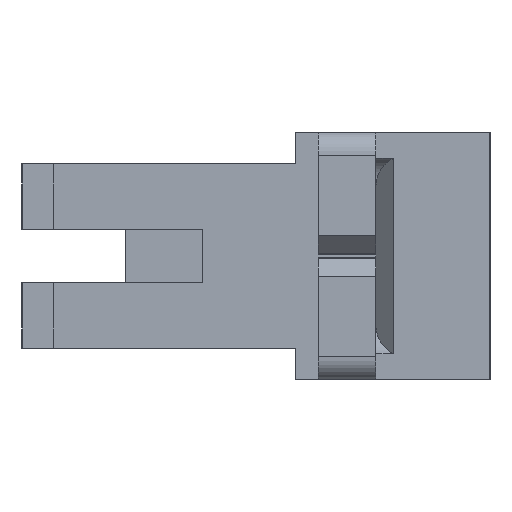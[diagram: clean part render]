
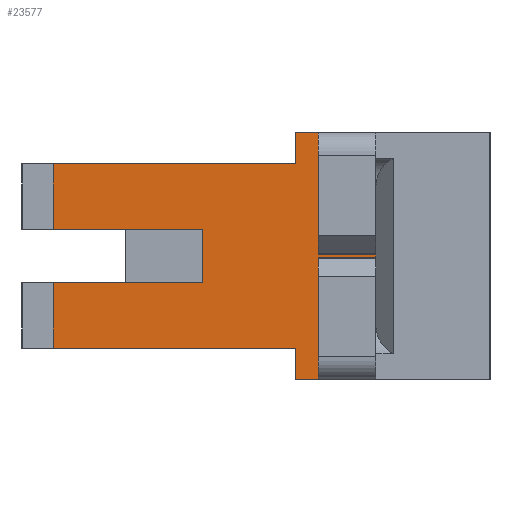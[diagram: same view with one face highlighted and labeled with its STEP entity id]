
A CAD part, left-side view. The second image highlights one B-rep face of the part: STEP entity #23577.
In plain terms, the highlighted planar face has unit normal (-1, 0, 0).
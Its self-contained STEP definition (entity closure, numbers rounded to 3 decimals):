
#266 = VECTOR ( 'NONE', #6181, 1000. ) ;
#401 = EDGE_CURVE ( 'NONE', #30761, #21480, #4298, .T. ) ;
#1360 = CARTESIAN_POINT ( 'NONE',  ( -55., -2.5, 2.3 ) ) ;
#1423 = CARTESIAN_POINT ( 'NONE',  ( -55., -10.5, 10.75 ) ) ;
#1465 = CARTESIAN_POINT ( 'NONE',  ( -55., 4.2, 2.3 ) ) ;
#1518 = EDGE_LOOP ( 'NONE', ( #5756, #19672, #1688, #27929, #16118, #29427, #30167, #4673, #11055, #11848, #25163, #20070, #7620, #9131, #22425, #29820 ) ) ;
#1601 = LINE ( 'NONE', #30556, #12906 ) ;
#1629 = CARTESIAN_POINT ( 'NONE',  ( -55., 10.5, -8. ) ) ;
#1688 = ORIENTED_EDGE ( 'NONE', *, *, #401, .T. ) ;
#1709 = VECTOR ( 'NONE', #3552, 1000. ) ;
#1971 = VERTEX_POINT ( 'NONE', #3050 ) ;
#2477 = CARTESIAN_POINT ( 'NONE',  ( -55., 10.5, 8. ) ) ;
#2487 = CARTESIAN_POINT ( 'NONE',  ( -55., -17.5, -6.025 ) ) ;
#2493 = LINE ( 'NONE', #17155, #7263 ) ;
#2750 = EDGE_CURVE ( 'NONE', #16477, #31109, #12990, .T. ) ;
#2857 = DIRECTION ( 'NONE',  ( 0., 0., -1. ) ) ;
#2892 = EDGE_CURVE ( 'NONE', #29746, #22139, #3546, .T. ) ;
#3050 = CARTESIAN_POINT ( 'NONE',  ( -55., -12.5, -10.75 ) ) ;
#3391 = CARTESIAN_POINT ( 'NONE',  ( -55., 10.5, -2.3 ) ) ;
#3506 = DIRECTION ( 'NONE',  ( -1., 0., 0. ) ) ;
#3545 = CARTESIAN_POINT ( 'NONE',  ( -55., -10.5, -10.75 ) ) ;
#3546 = LINE ( 'NONE', #12940, #21609 ) ;
#3552 = DIRECTION ( 'NONE',  ( 0., 1., 0. ) ) ;
#3907 = DIRECTION ( 'NONE',  ( 0., 0., 1. ) ) ;
#4042 = VECTOR ( 'NONE', #27086, 1000. ) ;
#4106 = VERTEX_POINT ( 'NONE', #2477 ) ;
#4176 = EDGE_CURVE ( 'NONE', #8501, #21480, #1601, .T. ) ;
#4298 = LINE ( 'NONE', #19371, #29798 ) ;
#4561 = VERTEX_POINT ( 'NONE', #13243 ) ;
#4673 = ORIENTED_EDGE ( 'NONE', *, *, #18899, .F. ) ;
#4790 = LINE ( 'NONE', #1465, #24504 ) ;
#4835 = VECTOR ( 'NONE', #3907, 1000. ) ;
#5756 = ORIENTED_EDGE ( 'NONE', *, *, #2750, .F. ) ;
#6181 = DIRECTION ( 'NONE',  ( 0., 0., -1. ) ) ;
#6489 = VECTOR ( 'NONE', #24999, 1000. ) ;
#6688 = EDGE_CURVE ( 'NONE', #4106, #19936, #16241, .T. ) ;
#7021 = CARTESIAN_POINT ( 'NONE',  ( -55., -2.5, -2.3 ) ) ;
#7143 = CARTESIAN_POINT ( 'NONE',  ( -55., -10.5, 8. ) ) ;
#7263 = VECTOR ( 'NONE', #22195, 1000. ) ;
#7284 = LINE ( 'NONE', #1423, #266 ) ;
#7567 = LINE ( 'NONE', #14938, #20809 ) ;
#7620 = ORIENTED_EDGE ( 'NONE', *, *, #19312, .T. ) ;
#7633 = CARTESIAN_POINT ( 'NONE',  ( -55., -17.5, -10.75 ) ) ;
#7732 = AXIS2_PLACEMENT_3D ( 'NONE', #28141, #3506, #20672 ) ;
#7900 = VERTEX_POINT ( 'NONE', #3391 ) ;
#8298 = LINE ( 'NONE', #7633, #27481 ) ;
#8320 = EDGE_CURVE ( 'NONE', #16477, #30761, #11124, .T. ) ;
#8501 = VERTEX_POINT ( 'NONE', #16393 ) ;
#8609 = DIRECTION ( 'NONE',  ( 0., 1., 0. ) ) ;
#9131 = ORIENTED_EDGE ( 'NONE', *, *, #2892, .T. ) ;
#9542 = EDGE_CURVE ( 'NONE', #8501, #25038, #21258, .T. ) ;
#10415 = LINE ( 'NONE', #10473, #29551 ) ;
#10473 = CARTESIAN_POINT ( 'NONE',  ( -55., -10.5, -8. ) ) ;
#10619 = PLANE ( 'NONE',  #7732 ) ;
#10845 = VECTOR ( 'NONE', #12925, 1000. ) ;
#11055 = ORIENTED_EDGE ( 'NONE', *, *, #12837, .F. ) ;
#11124 = LINE ( 'NONE', #23304, #30227 ) ;
#11794 = EDGE_CURVE ( 'NONE', #16317, #22579, #15563, .T. ) ;
#11848 = ORIENTED_EDGE ( 'NONE', *, *, #11794, .F. ) ;
#12479 = DIRECTION ( 'NONE',  ( 0., 1., 0. ) ) ;
#12618 = DIRECTION ( 'NONE',  ( 0., 0., -1. ) ) ;
#12837 = EDGE_CURVE ( 'NONE', #22579, #4561, #4790, .T. ) ;
#12906 = VECTOR ( 'NONE', #30145, 1000. ) ;
#12925 = DIRECTION ( 'NONE',  ( 0., 0., 1. ) ) ;
#12940 = CARTESIAN_POINT ( 'NONE',  ( -55., -10.5, 10.75 ) ) ;
#12968 = DIRECTION ( 'NONE',  ( 0., -1., 0. ) ) ;
#12990 = LINE ( 'NONE', #27968, #6489 ) ;
#13066 = CARTESIAN_POINT ( 'NONE',  ( -55., -17.5, 6.025 ) ) ;
#13243 = CARTESIAN_POINT ( 'NONE',  ( -55., 10.5, 2.3 ) ) ;
#14920 = EDGE_CURVE ( 'NONE', #25038, #19936, #7284, .T. ) ;
#14938 = CARTESIAN_POINT ( 'NONE',  ( -55., -12.5, 10.75 ) ) ;
#15563 = LINE ( 'NONE', #7021, #21455 ) ;
#16118 = ORIENTED_EDGE ( 'NONE', *, *, #9542, .T. ) ;
#16241 = LINE ( 'NONE', #7143, #4042 ) ;
#16304 = CARTESIAN_POINT ( 'NONE',  ( -55., -2.5, -2.3 ) ) ;
#16317 = VERTEX_POINT ( 'NONE', #16304 ) ;
#16393 = CARTESIAN_POINT ( 'NONE',  ( -55., -12.5, 10.75 ) ) ;
#16422 = CARTESIAN_POINT ( 'NONE',  ( -55., -10.5, 8. ) ) ;
#16477 = VERTEX_POINT ( 'NONE', #2487 ) ;
#17094 = LINE ( 'NONE', #18555, #4835 ) ;
#17155 = CARTESIAN_POINT ( 'NONE',  ( -55., 4.2, -2.3 ) ) ;
#18555 = CARTESIAN_POINT ( 'NONE',  ( -55., 10.5, -8. ) ) ;
#18899 = EDGE_CURVE ( 'NONE', #4561, #4106, #17094, .T. ) ;
#19045 = LINE ( 'NONE', #27957, #10845 ) ;
#19312 = EDGE_CURVE ( 'NONE', #29330, #29746, #10415, .T. ) ;
#19371 = CARTESIAN_POINT ( 'NONE',  ( -55., -27.401, 6.025 ) ) ;
#19672 = ORIENTED_EDGE ( 'NONE', *, *, #8320, .T. ) ;
#19936 = VERTEX_POINT ( 'NONE', #16422 ) ;
#20070 = ORIENTED_EDGE ( 'NONE', *, *, #26021, .F. ) ;
#20672 = DIRECTION ( 'NONE',  ( 0., -1., 0. ) ) ;
#20729 = CARTESIAN_POINT ( 'NONE',  ( -55., -17.5, 10.75 ) ) ;
#20809 = VECTOR ( 'NONE', #2857, 1000. ) ;
#21258 = LINE ( 'NONE', #20729, #1709 ) ;
#21411 = EDGE_CURVE ( 'NONE', #16317, #7900, #2493, .T. ) ;
#21455 = VECTOR ( 'NONE', #26962, 1000. ) ;
#21480 = VERTEX_POINT ( 'NONE', #30100 ) ;
#21609 = VECTOR ( 'NONE', #12618, 1000. ) ;
#22139 = VERTEX_POINT ( 'NONE', #3545 ) ;
#22195 = DIRECTION ( 'NONE',  ( 0., 1., 0. ) ) ;
#22425 = ORIENTED_EDGE ( 'NONE', *, *, #28948, .F. ) ;
#22579 = VERTEX_POINT ( 'NONE', #1360 ) ;
#23120 = FACE_OUTER_BOUND ( 'NONE', #1518, .T. ) ;
#23304 = CARTESIAN_POINT ( 'NONE',  ( -55., -17.5, -8. ) ) ;
#23324 = DIRECTION ( 'NONE',  ( 0., 1., 0. ) ) ;
#23577 = ADVANCED_FACE ( 'NONE', ( #23120 ), #10619, .T. ) ;
#24504 = VECTOR ( 'NONE', #8609, 1000. ) ;
#24999 = DIRECTION ( 'NONE',  ( 0., 1., 0. ) ) ;
#25038 = VERTEX_POINT ( 'NONE', #30113 ) ;
#25048 = CARTESIAN_POINT ( 'NONE',  ( -55., -10.5, -8. ) ) ;
#25163 = ORIENTED_EDGE ( 'NONE', *, *, #21411, .T. ) ;
#25829 = DIRECTION ( 'NONE',  ( 0., 0., 1. ) ) ;
#26021 = EDGE_CURVE ( 'NONE', #29330, #7900, #19045, .T. ) ;
#26650 = CARTESIAN_POINT ( 'NONE',  ( -55., -12.5, -6.025 ) ) ;
#26962 = DIRECTION ( 'NONE',  ( 0., 0., 1. ) ) ;
#27086 = DIRECTION ( 'NONE',  ( 0., -1., 0. ) ) ;
#27481 = VECTOR ( 'NONE', #12479, 1000. ) ;
#27929 = ORIENTED_EDGE ( 'NONE', *, *, #4176, .F. ) ;
#27957 = CARTESIAN_POINT ( 'NONE',  ( -55., 10.5, -8. ) ) ;
#27968 = CARTESIAN_POINT ( 'NONE',  ( -55., -27.401, -6.025 ) ) ;
#28141 = CARTESIAN_POINT ( 'NONE',  ( -55., -10.5, -8. ) ) ;
#28948 = EDGE_CURVE ( 'NONE', #1971, #22139, #8298, .T. ) ;
#29330 = VERTEX_POINT ( 'NONE', #1629 ) ;
#29427 = ORIENTED_EDGE ( 'NONE', *, *, #14920, .T. ) ;
#29551 = VECTOR ( 'NONE', #12968, 1000. ) ;
#29719 = EDGE_CURVE ( 'NONE', #31109, #1971, #7567, .T. ) ;
#29746 = VERTEX_POINT ( 'NONE', #25048 ) ;
#29798 = VECTOR ( 'NONE', #23324, 1000. ) ;
#29820 = ORIENTED_EDGE ( 'NONE', *, *, #29719, .F. ) ;
#30100 = CARTESIAN_POINT ( 'NONE',  ( -55., -12.5, 6.025 ) ) ;
#30113 = CARTESIAN_POINT ( 'NONE',  ( -55., -10.5, 10.75 ) ) ;
#30145 = DIRECTION ( 'NONE',  ( 0., 0., -1. ) ) ;
#30167 = ORIENTED_EDGE ( 'NONE', *, *, #6688, .F. ) ;
#30227 = VECTOR ( 'NONE', #25829, 1000. ) ;
#30556 = CARTESIAN_POINT ( 'NONE',  ( -55., -12.5, 10.75 ) ) ;
#30761 = VERTEX_POINT ( 'NONE', #13066 ) ;
#31109 = VERTEX_POINT ( 'NONE', #26650 ) ;
